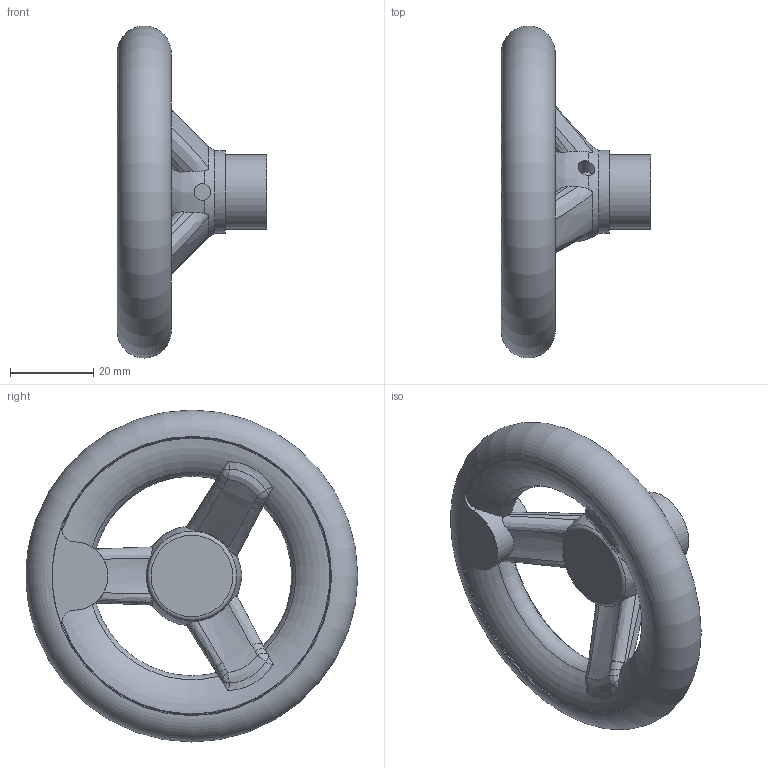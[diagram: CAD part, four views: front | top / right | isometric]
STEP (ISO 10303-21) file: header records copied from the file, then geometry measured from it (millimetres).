
FILE_DESCRIPTION(/* description */ (''),/* implementation_level */ '2;1');
FILE_NAME(/* name */ 'NRP_80',/* time_stamp */ '2012-11-23T16:10:12+08:00',/* author */ (''),/* organization */ (''),/* preprocessor_version */ 'ST-DEVELOPER v9',/* originating_system */ 'UGS - NX 4.0',/* authorisation */ '');
FILE_SCHEMA (('CONFIG_CONTROL_DESIGN'));
Length unit declared in the file: millimetre
Products named in the file (1): Admi7C4Fxlcs
Bounding box: 36 x 79.95 x 80 mm (x, y, z)
Surface area: 13136.8 mm2 (no closed solid volume)
Topology: 0 solids, 1 shells, 100 faces, 286 edges, 178 vertices
Faces by surface type: bspline 41, plane 24, torus 12, cylinder 12, cone 11
Full cylindrical faces by diameter (mm): 4 x3, 18 x1, 20 x1
Entity records: 4422 total; most frequent: CARTESIAN_POINT 2301, ORIENTED_EDGE 520, DIRECTION 286, EDGE_CURVE 260, VERTEX_POINT 169, B_SPLINE_CURVE_WITH_KNOTS 169, AXIS2_PLACEMENT_3D 135, EDGE_LOOP 113
